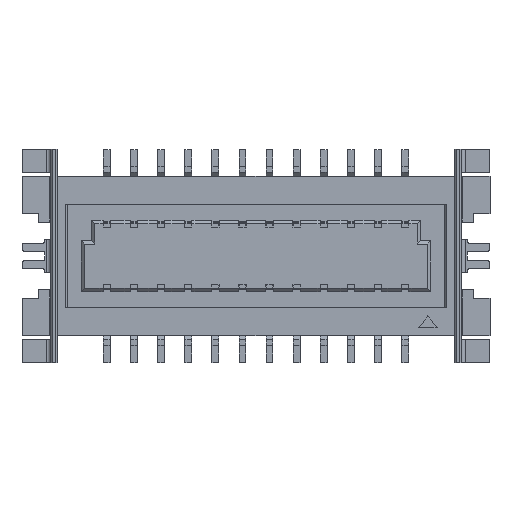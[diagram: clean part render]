
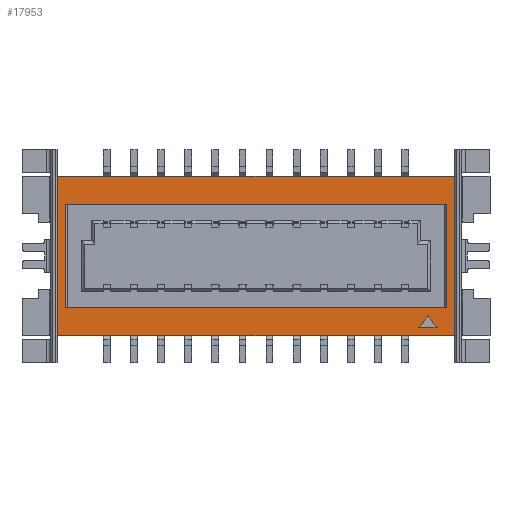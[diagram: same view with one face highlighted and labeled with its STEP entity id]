
A CAD part, top view. The second image highlights one B-rep face of the part: STEP entity #17953.
In plain terms, the highlighted planar face has unit normal (0, 0, 1).
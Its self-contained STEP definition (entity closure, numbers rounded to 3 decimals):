
#204=DIRECTION('',(-1.,0.,0.));
#205=VECTOR('',#204,11.7);
#206=CARTESIAN_POINT('',(5.85,-2.35,-0.95));
#207=LINE('',#206,#205);
#2152=DIRECTION('',(-1.,0.,0.));
#2153=VECTOR('',#2152,11.7);
#2154=CARTESIAN_POINT('',(5.85,2.35,-0.95));
#2155=LINE('',#2154,#2153);
#4556=DIRECTION('',(1.,0.,0.));
#4557=VECTOR('',#4556,11.26);
#4558=CARTESIAN_POINT('',(-5.63,1.53,-0.95));
#4559=LINE('',#4558,#4557);
#4580=DIRECTION('',(-1.,0.,0.));
#4581=VECTOR('',#4580,11.26);
#4582=CARTESIAN_POINT('',(5.63,-1.53,-0.95));
#4583=LINE('',#4582,#4581);
#4588=DIRECTION('',(0.,-1.,0.));
#4589=VECTOR('',#4588,4.7);
#4590=CARTESIAN_POINT('',(5.85,2.35,-0.95));
#4591=LINE('',#4590,#4589);
#4592=DIRECTION('',(0.,-1.,0.));
#4593=VECTOR('',#4592,3.06);
#4594=CARTESIAN_POINT('',(5.63,1.53,-0.95));
#4595=LINE('',#4594,#4593);
#4596=DIRECTION('',(0.,1.,0.));
#4597=VECTOR('',#4596,3.06);
#4598=CARTESIAN_POINT('',(-5.63,-1.53,-0.95));
#4599=LINE('',#4598,#4597);
#4600=DIRECTION('',(-0.628,-0.778,0.));
#4601=VECTOR('',#4600,0.424);
#4602=CARTESIAN_POINT('',(5.071,-1.769,-0.95));
#4603=LINE('',#4602,#4601);
#4604=DIRECTION('',(1.,0.,0.));
#4605=VECTOR('',#4604,0.533);
#4606=CARTESIAN_POINT('',(4.805,-2.099,-0.95));
#4607=LINE('',#4606,#4605);
#4608=DIRECTION('',(-0.628,0.778,0.));
#4609=VECTOR('',#4608,0.424);
#4610=CARTESIAN_POINT('',(5.338,-2.099,-0.95));
#4611=LINE('',#4610,#4609);
#4616=DIRECTION('',(0.,-1.,0.));
#4617=VECTOR('',#4616,4.7);
#4618=CARTESIAN_POINT('',(-5.85,2.35,-0.95));
#4619=LINE('',#4618,#4617);
#10274=CARTESIAN_POINT('',(5.85,2.35,-0.95));
#10275=CARTESIAN_POINT('',(-5.85,2.35,-0.95));
#10276=VERTEX_POINT('',#10274);
#10277=VERTEX_POINT('',#10275);
#10284=CARTESIAN_POINT('',(5.85,-2.35,-0.95));
#10285=CARTESIAN_POINT('',(-5.85,-2.35,-0.95));
#10286=VERTEX_POINT('',#10284);
#10287=VERTEX_POINT('',#10285);
#10652=CARTESIAN_POINT('',(5.071,-1.769,-0.95));
#10653=VERTEX_POINT('',#10652);
#10654=CARTESIAN_POINT('',(4.805,-2.099,-0.95));
#10655=VERTEX_POINT('',#10654);
#10656=CARTESIAN_POINT('',(5.338,-2.099,-0.95));
#10657=VERTEX_POINT('',#10656);
#10774=CARTESIAN_POINT('',(5.63,1.53,-0.95));
#10775=CARTESIAN_POINT('',(5.63,-1.53,-0.95));
#10776=VERTEX_POINT('',#10774);
#10777=VERTEX_POINT('',#10775);
#10782=CARTESIAN_POINT('',(-5.63,-1.53,-0.95));
#10783=CARTESIAN_POINT('',(-5.63,1.53,-0.95));
#10784=VERTEX_POINT('',#10782);
#10785=VERTEX_POINT('',#10783);
#17927=CARTESIAN_POINT('',(5.85,2.35,-0.95));
#17928=DIRECTION('',(0.,0.,1.));
#17929=DIRECTION('',(-1.,0.,0.));
#17930=AXIS2_PLACEMENT_3D('',#17927,#17928,#17929);
#17931=PLANE('',#17930);
#17932=ORIENTED_EDGE('',*,*,#15425,.F.);
#17933=ORIENTED_EDGE('',*,*,#15288,.T.);
#17934=ORIENTED_EDGE('',*,*,#13723,.T.);
#17936=ORIENTED_EDGE('',*,*,#17935,.F.);
#17937=EDGE_LOOP('',(#17932,#17933,#17934,#17936));
#17938=FACE_OUTER_BOUND('',#17937,.F.);
#17939=ORIENTED_EDGE('',*,*,#17860,.F.);
#17940=ORIENTED_EDGE('',*,*,#17876,.F.);
#17941=ORIENTED_EDGE('',*,*,#17906,.F.);
#17942=ORIENTED_EDGE('',*,*,#17917,.F.);
#17943=EDGE_LOOP('',(#17939,#17940,#17941,#17942));
#17944=FACE_BOUND('',#17943,.F.);
#17946=ORIENTED_EDGE('',*,*,#17945,.T.);
#17948=ORIENTED_EDGE('',*,*,#17947,.T.);
#17950=ORIENTED_EDGE('',*,*,#17949,.T.);
#17951=EDGE_LOOP('',(#17946,#17948,#17950));
#17952=FACE_BOUND('',#17951,.F.);
#13723=EDGE_CURVE('',#10286,#10287,#207,.T.);
#15288=EDGE_CURVE('',#10276,#10286,#4591,.T.);
#15425=EDGE_CURVE('',#10276,#10277,#2155,.T.);
#17860=EDGE_CURVE('',#10776,#10777,#4595,.T.);
#17876=EDGE_CURVE('',#10785,#10776,#4559,.T.);
#17906=EDGE_CURVE('',#10784,#10785,#4599,.T.);
#17917=EDGE_CURVE('',#10777,#10784,#4583,.T.);
#17935=EDGE_CURVE('',#10277,#10287,#4619,.T.);
#17945=EDGE_CURVE('',#10653,#10655,#4603,.T.);
#17947=EDGE_CURVE('',#10655,#10657,#4607,.T.);
#17949=EDGE_CURVE('',#10657,#10653,#4611,.T.);
#17953=ADVANCED_FACE('',(#17938,#17944,#17952),#17931,.T.);
